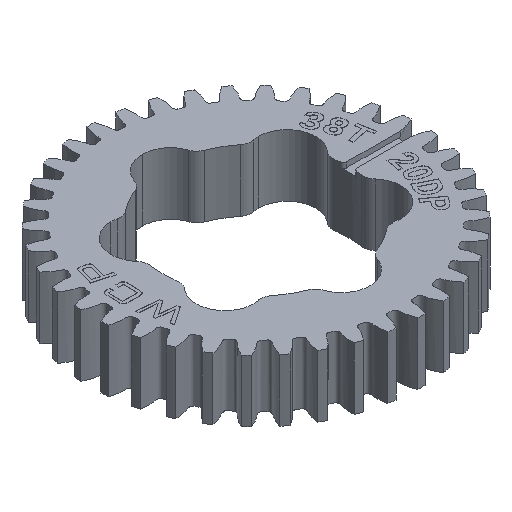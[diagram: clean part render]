
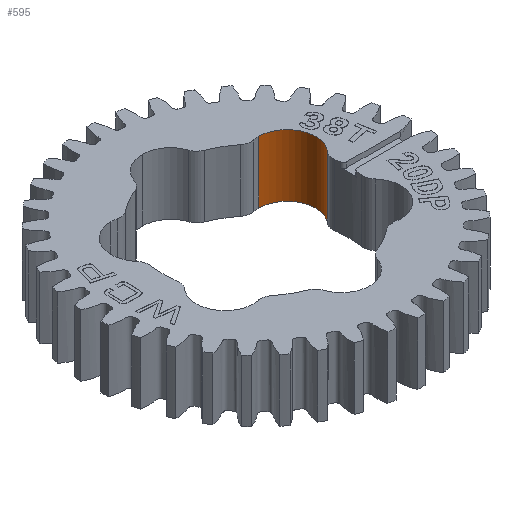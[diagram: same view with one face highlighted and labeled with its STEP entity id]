
A CAD part, isometric view. The second image highlights one B-rep face of the part: STEP entity #595.
In plain terms, the highlighted cylindrical face has radius 4.366 mm (diameter 8.731 mm), a partial arc.
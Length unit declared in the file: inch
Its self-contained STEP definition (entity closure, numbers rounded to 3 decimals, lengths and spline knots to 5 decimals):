
#82 = DIRECTION ( 'NONE',  ( 0., 1., 0. ) ) ;
#103 = CARTESIAN_POINT ( 'NONE',  ( 0.57566, 0.14437, 0.25 ) ) ;
#595 = ADVANCED_FACE ( 'NONE', ( #8487 ), #15609, .F. ) ;
#1121 = VECTOR ( 'NONE', #14122, 39.37008 ) ;
#1610 = CARTESIAN_POINT ( 'NONE',  ( 0.57566, 0.14437, -0.1875 ) ) ;
#3481 = DIRECTION ( 'NONE',  ( 0., 0., -1. ) ) ;
#3621 = DIRECTION ( 'NONE',  ( 0., 0., 1. ) ) ;
#3684 = CIRCLE ( 'NONE', #16731, 0.17188 ) ;
#4222 = VERTEX_POINT ( 'NONE', #1610 ) ;
#4367 = EDGE_CURVE ( 'NONE', #15903, #20332, #14111, .T. ) ;
#4842 = CARTESIAN_POINT ( 'NONE',  ( 0.44654, 0.42969, 0.1875 ) ) ;
#5244 = EDGE_CURVE ( 'NONE', #6919, #15903, #3684, .T. ) ;
#5370 = CARTESIAN_POINT ( 'NONE',  ( 0.44654, 0.25781, 0.1875 ) ) ;
#6919 = VERTEX_POINT ( 'NONE', #8301 ) ;
#7936 = CARTESIAN_POINT ( 'NONE',  ( 0.44654, 0.25781, -0.1875 ) ) ;
#8301 = CARTESIAN_POINT ( 'NONE',  ( 0.57566, 0.14437, 0.1875 ) ) ;
#8487 = FACE_OUTER_BOUND ( 'NONE', #17102, .T. ) ;
#8607 = DIRECTION ( 'NONE',  ( 0., 0., -1. ) ) ;
#8853 = CARTESIAN_POINT ( 'NONE',  ( 0.44654, 0.42969, 0.25 ) ) ;
#9805 = DIRECTION ( 'NONE',  ( 0., 0., -1. ) ) ;
#11576 = CARTESIAN_POINT ( 'NONE',  ( 0.44654, 0.42969, -0.1875 ) ) ;
#12068 = EDGE_CURVE ( 'NONE', #20332, #4222, #21917, .T. ) ;
#12255 = ORIENTED_EDGE ( 'NONE', *, *, #5244, .T. ) ;
#14111 = LINE ( 'NONE', #8853, #15607 ) ;
#14122 = DIRECTION ( 'NONE',  ( 0., 0., -1. ) ) ;
#15383 = ORIENTED_EDGE ( 'NONE', *, *, #12068, .T. ) ;
#15607 = VECTOR ( 'NONE', #3481, 39.37008 ) ;
#15609 = CYLINDRICAL_SURFACE ( 'NONE', #22511, 0.17188 ) ;
#15903 = VERTEX_POINT ( 'NONE', #4842 ) ;
#16662 = ORIENTED_EDGE ( 'NONE', *, *, #4367, .T. ) ;
#16731 = AXIS2_PLACEMENT_3D ( 'NONE', #5370, #3621, #19625 ) ;
#16925 = DIRECTION ( 'NONE',  ( 1., 0., 0. ) ) ;
#17102 = EDGE_LOOP ( 'NONE', ( #12255, #16662, #15383, #20908 ) ) ;
#17508 = LINE ( 'NONE', #103, #1121 ) ;
#19625 = DIRECTION ( 'NONE',  ( -1., 0., 0. ) ) ;
#20332 = VERTEX_POINT ( 'NONE', #11576 ) ;
#20791 = AXIS2_PLACEMENT_3D ( 'NONE', #7936, #9805, #16925 ) ;
#20908 = ORIENTED_EDGE ( 'NONE', *, *, #22496, .F. ) ;
#21917 = CIRCLE ( 'NONE', #20791, 0.17188 ) ;
#22496 = EDGE_CURVE ( 'NONE', #6919, #4222, #17508, .T. ) ;
#22511 = AXIS2_PLACEMENT_3D ( 'NONE', #22749, #8607, #82 ) ;
#22749 = CARTESIAN_POINT ( 'NONE',  ( 0.44654, 0.25781, 0.25 ) ) ;
